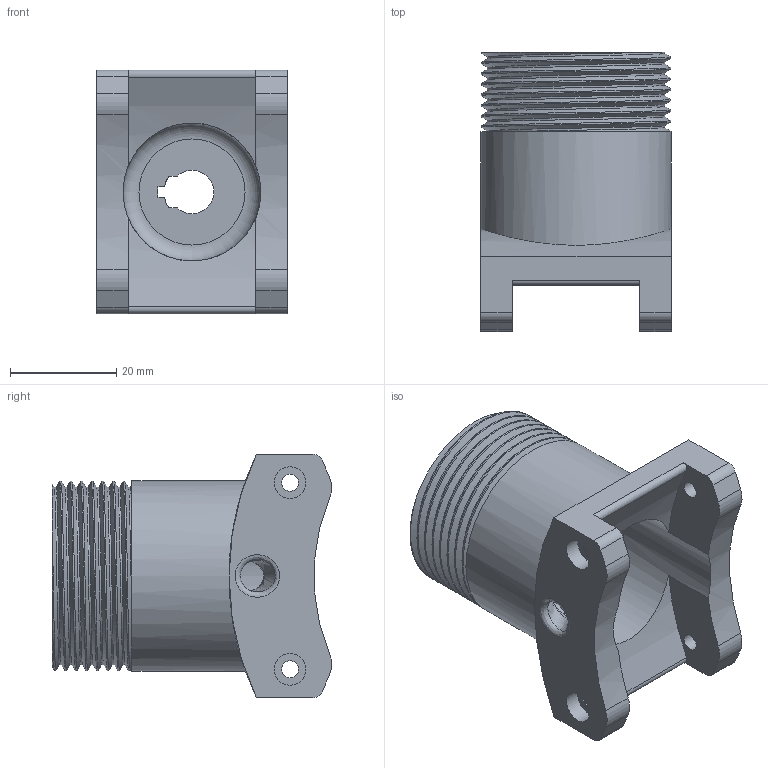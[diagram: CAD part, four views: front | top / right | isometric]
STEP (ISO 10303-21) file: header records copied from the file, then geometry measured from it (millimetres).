
FILE_DESCRIPTION(/* description */ ('','CAx-IF Rec.Pracs.---Representation and Presentation of Product Manufacturing Information (PMI)---4.0---2014-10-13'),/* implementation_level */ '2;1');
FILE_NAME(/* name */ '',/* time_stamp */ '2025-03-25T11:42:28+08:00',/* author */ (''),/* organization */ (''),/* preprocessor_version */ 'ST-DEVELOPER v20',/* originating_system */ 'Autodesk Translation Framework v13.20.0.188',/* authorisation */ '');
FILE_SCHEMA (('AP242_MANAGED_MODEL_BASED_3D_ENGINEERING_MIM_LF { 1 0 10303 442 1 1 4 }'));
Length unit declared in the file: millimetre
Products named in the file (1): 杆头连接座
Bounding box: 36 x 52.65 x 46 mm (x, y, z)
Volume: 37367.7 mm3; surface area: 13588.5 mm2
Topology: 1 solids, 1 shells, 104 faces, 275 edges, 177 vertices
Faces by surface type: cylinder 52, plane 38, cone 8, bspline 5, torus 1
Full cylindrical faces by diameter (mm): 3.2 x4, 6 x4, 26 x1, 33.529 x6, 35.822 x7, 36 x1
Entity records: 5795 total; most frequent: CARTESIAN_POINT 3228, ORIENTED_EDGE 550, DIRECTION 494, EDGE_CURVE 275, AXIS2_PLACEMENT_3D 189, VERTEX_POINT 177, EDGE_LOOP 120, LINE 116
